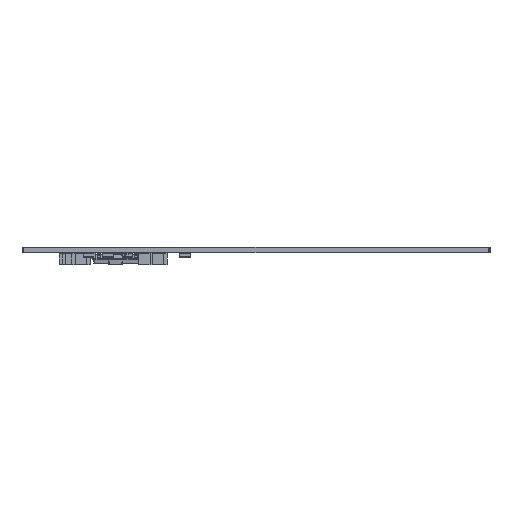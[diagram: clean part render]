
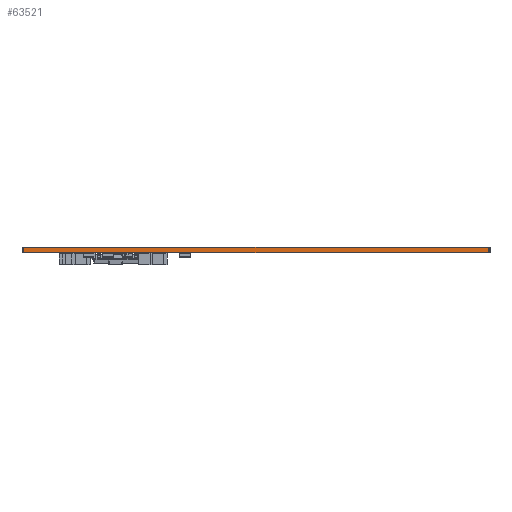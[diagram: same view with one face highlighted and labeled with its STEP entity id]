
A CAD part, left-side view. The second image highlights one B-rep face of the part: STEP entity #63521.
In plain terms, the highlighted planar face has unit normal (-1, 0, 0).
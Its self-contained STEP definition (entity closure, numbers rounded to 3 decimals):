
#60059 = PLANE('',#60060);
#60060 = AXIS2_PLACEMENT_3D('',#60061,#60062,#60063);
#60061 = CARTESIAN_POINT('',(50.,-23.586,0.6));
#60062 = DIRECTION('',(0.,0.,1.));
#60063 = DIRECTION('',(1.,0.,0.));
#60114 = PLANE('',#60115);
#60115 = AXIS2_PLACEMENT_3D('',#60116,#60117,#60118);
#60116 = CARTESIAN_POINT('',(50.,-23.586,0.));
#60117 = DIRECTION('',(0.,0.,1.));
#60118 = DIRECTION('',(1.,0.,0.));
#60245 = CYLINDRICAL_SURFACE('',#60246,0.2);
#60246 = AXIS2_PLACEMENT_3D('',#60247,#60248,#60249);
#60247 = CARTESIAN_POINT('',(5.75,-0.2,0.));
#60248 = DIRECTION('',(0.,0.,-1.));
#60249 = DIRECTION('',(1.,0.,0.));
#60284 = VERTEX_POINT('',#60285);
#60285 = CARTESIAN_POINT('',(5.55,-0.2,0.));
#60307 = EDGE_CURVE('',#60284,#60308,#60310,.T.);
#60308 = VERTEX_POINT('',#60309);
#60309 = CARTESIAN_POINT('',(5.55,-49.8,0.));
#60310 = SURFACE_CURVE('',#60311,(#60315,#60322),.PCURVE_S1.);
#60311 = LINE('',#60312,#60313);
#60312 = CARTESIAN_POINT('',(5.55,-0.2,0.));
#60313 = VECTOR('',#60314,1.);
#60314 = DIRECTION('',(0.,-1.,0.));
#60315 = PCURVE('',#60114,#60316);
#60316 = DEFINITIONAL_REPRESENTATION('',(#60317),#60321);
#60317 = LINE('',#60318,#60319);
#60318 = CARTESIAN_POINT('',(-44.45,23.386));
#60319 = VECTOR('',#60320,1.);
#60320 = DIRECTION('',(0.,-1.));
#60321 = ( GEOMETRIC_REPRESENTATION_CONTEXT(2) 
PARAMETRIC_REPRESENTATION_CONTEXT() REPRESENTATION_CONTEXT('2D SPACE',''
  ) );
#60322 = PCURVE('',#60323,#60328);
#60323 = PLANE('',#60324);
#60324 = AXIS2_PLACEMENT_3D('',#60325,#60326,#60327);
#60325 = CARTESIAN_POINT('',(5.55,-0.2,0.));
#60326 = DIRECTION('',(1.,0.,0.));
#60327 = DIRECTION('',(0.,-1.,0.));
#60328 = DEFINITIONAL_REPRESENTATION('',(#60329),#60333);
#60329 = LINE('',#60330,#60331);
#60330 = CARTESIAN_POINT('',(0.,0.));
#60331 = VECTOR('',#60332,1.);
#60332 = DIRECTION('',(1.,0.));
#60333 = ( GEOMETRIC_REPRESENTATION_CONTEXT(2) 
PARAMETRIC_REPRESENTATION_CONTEXT() REPRESENTATION_CONTEXT('2D SPACE',''
  ) );
#60352 = CYLINDRICAL_SURFACE('',#60353,0.2);
#60353 = AXIS2_PLACEMENT_3D('',#60354,#60355,#60356);
#60354 = CARTESIAN_POINT('',(5.75,-49.8,0.));
#60355 = DIRECTION('',(0.,0.,-1.));
#60356 = DIRECTION('',(1.,0.,0.));
#62003 = VERTEX_POINT('',#62004);
#62004 = CARTESIAN_POINT('',(5.55,-0.2,0.6));
#62026 = EDGE_CURVE('',#62003,#62027,#62029,.T.);
#62027 = VERTEX_POINT('',#62028);
#62028 = CARTESIAN_POINT('',(5.55,-49.8,0.6));
#62029 = SURFACE_CURVE('',#62030,(#62034,#62041),.PCURVE_S1.);
#62030 = LINE('',#62031,#62032);
#62031 = CARTESIAN_POINT('',(5.55,-0.2,0.6));
#62032 = VECTOR('',#62033,1.);
#62033 = DIRECTION('',(0.,-1.,0.));
#62034 = PCURVE('',#60059,#62035);
#62035 = DEFINITIONAL_REPRESENTATION('',(#62036),#62040);
#62036 = LINE('',#62037,#62038);
#62037 = CARTESIAN_POINT('',(-44.45,23.386));
#62038 = VECTOR('',#62039,1.);
#62039 = DIRECTION('',(0.,-1.));
#62040 = ( GEOMETRIC_REPRESENTATION_CONTEXT(2) 
PARAMETRIC_REPRESENTATION_CONTEXT() REPRESENTATION_CONTEXT('2D SPACE',''
  ) );
#62041 = PCURVE('',#60323,#62042);
#62042 = DEFINITIONAL_REPRESENTATION('',(#62043),#62047);
#62043 = LINE('',#62044,#62045);
#62044 = CARTESIAN_POINT('',(0.,-0.6));
#62045 = VECTOR('',#62046,1.);
#62046 = DIRECTION('',(1.,0.));
#62047 = ( GEOMETRIC_REPRESENTATION_CONTEXT(2) 
PARAMETRIC_REPRESENTATION_CONTEXT() REPRESENTATION_CONTEXT('2D SPACE',''
  ) );
#63473 = EDGE_CURVE('',#60284,#62003,#63474,.T.);
#63474 = SURFACE_CURVE('',#63475,(#63479,#63486),.PCURVE_S1.);
#63475 = LINE('',#63476,#63477);
#63476 = CARTESIAN_POINT('',(5.55,-0.2,0.));
#63477 = VECTOR('',#63478,1.);
#63478 = DIRECTION('',(0.,0.,1.));
#63479 = PCURVE('',#60245,#63480);
#63480 = DEFINITIONAL_REPRESENTATION('',(#63481),#63485);
#63481 = LINE('',#63482,#63483);
#63482 = CARTESIAN_POINT('',(-3.142,0.));
#63483 = VECTOR('',#63484,1.);
#63484 = DIRECTION('',(0.,-1.));
#63485 = ( GEOMETRIC_REPRESENTATION_CONTEXT(2) 
PARAMETRIC_REPRESENTATION_CONTEXT() REPRESENTATION_CONTEXT('2D SPACE',''
  ) );
#63486 = PCURVE('',#60323,#63487);
#63487 = DEFINITIONAL_REPRESENTATION('',(#63488),#63492);
#63488 = LINE('',#63489,#63490);
#63489 = CARTESIAN_POINT('',(0.,0.));
#63490 = VECTOR('',#63491,1.);
#63491 = DIRECTION('',(0.,-1.));
#63492 = ( GEOMETRIC_REPRESENTATION_CONTEXT(2) 
PARAMETRIC_REPRESENTATION_CONTEXT() REPRESENTATION_CONTEXT('2D SPACE',''
  ) );
#63521 = ADVANCED_FACE('',(#63522),#60323,.F.);
#63522 = FACE_BOUND('',#63523,.F.);
#63523 = EDGE_LOOP('',(#63524,#63525,#63526,#63547));
#63524 = ORIENTED_EDGE('',*,*,#63473,.T.);
#63525 = ORIENTED_EDGE('',*,*,#62026,.T.);
#63526 = ORIENTED_EDGE('',*,*,#63527,.F.);
#63527 = EDGE_CURVE('',#60308,#62027,#63528,.T.);
#63528 = SURFACE_CURVE('',#63529,(#63533,#63540),.PCURVE_S1.);
#63529 = LINE('',#63530,#63531);
#63530 = CARTESIAN_POINT('',(5.55,-49.8,0.));
#63531 = VECTOR('',#63532,1.);
#63532 = DIRECTION('',(0.,0.,1.));
#63533 = PCURVE('',#60323,#63534);
#63534 = DEFINITIONAL_REPRESENTATION('',(#63535),#63539);
#63535 = LINE('',#63536,#63537);
#63536 = CARTESIAN_POINT('',(49.6,0.));
#63537 = VECTOR('',#63538,1.);
#63538 = DIRECTION('',(0.,-1.));
#63539 = ( GEOMETRIC_REPRESENTATION_CONTEXT(2) 
PARAMETRIC_REPRESENTATION_CONTEXT() REPRESENTATION_CONTEXT('2D SPACE',''
  ) );
#63540 = PCURVE('',#60352,#63541);
#63541 = DEFINITIONAL_REPRESENTATION('',(#63542),#63546);
#63542 = LINE('',#63543,#63544);
#63543 = CARTESIAN_POINT('',(-3.142,0.));
#63544 = VECTOR('',#63545,1.);
#63545 = DIRECTION('',(0.,-1.));
#63546 = ( GEOMETRIC_REPRESENTATION_CONTEXT(2) 
PARAMETRIC_REPRESENTATION_CONTEXT() REPRESENTATION_CONTEXT('2D SPACE',''
  ) );
#63547 = ORIENTED_EDGE('',*,*,#60307,.F.);
